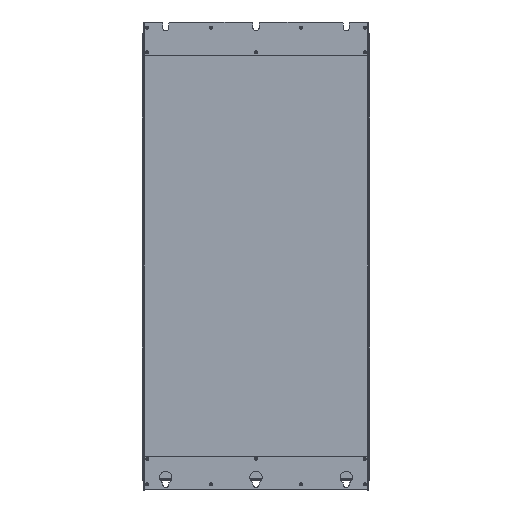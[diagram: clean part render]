
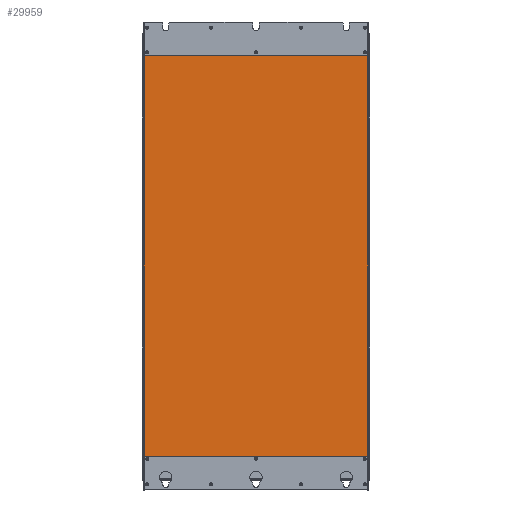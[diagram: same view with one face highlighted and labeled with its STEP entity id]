
A CAD part, top view. The second image highlights one B-rep face of the part: STEP entity #29959.
In plain terms, the highlighted planar face has unit normal (0, 0, 1).
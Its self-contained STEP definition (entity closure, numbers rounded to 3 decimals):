
#9985=CARTESIAN_POINT('',(-196.,-357.,0.));
#9986=DIRECTION('',(0.,0.,-1.));
#9987=DIRECTION('',(-1.,0.,0.));
#9988=AXIS2_PLACEMENT_3D('',#9985,#9986,#9987);
#9990=CARTESIAN_POINT('',(-196.,357.,0.));
#9991=DIRECTION('',(0.,0.,-1.));
#9992=DIRECTION('',(0.,-1.,0.));
#9993=AXIS2_PLACEMENT_3D('',#9990,#9991,#9992);
#9995=DIRECTION('',(-1.,0.,0.));
#9996=VECTOR('',#9995,392.);
#9997=CARTESIAN_POINT('',(196.,355.,0.));
#9998=LINE('',#9997,#9996);
#9999=CARTESIAN_POINT('',(196.,357.,0.));
#10000=DIRECTION('',(0.,0.,-1.));
#10001=DIRECTION('',(1.,0.,0.));
#10002=AXIS2_PLACEMENT_3D('',#9999,#10000,#10001);
#10004=CARTESIAN_POINT('',(196.,-357.,0.));
#10005=DIRECTION('',(0.,0.,-1.));
#10006=DIRECTION('',(0.,1.,0.));
#10007=AXIS2_PLACEMENT_3D('',#10004,#10005,#10006);
#10009=DIRECTION('',(1.,0.,0.));
#10010=VECTOR('',#10009,392.);
#10011=CARTESIAN_POINT('',(-196.,-355.,0.));
#10012=LINE('',#10011,#10010);
#10072=DIRECTION('',(0.,-1.,0.));
#10073=VECTOR('',#10072,714.);
#10074=CARTESIAN_POINT('',(-198.,357.,0.));
#10075=LINE('',#10074,#10073);
#10108=DIRECTION('',(0.,1.,0.));
#10109=VECTOR('',#10108,714.);
#10110=CARTESIAN_POINT('',(198.,-357.,0.));
#10111=LINE('',#10110,#10109);
#17734=CARTESIAN_POINT('',(198.,357.,0.));
#17735=CARTESIAN_POINT('',(196.,355.,0.));
#17736=VERTEX_POINT('',#17734);
#17737=VERTEX_POINT('',#17735);
#17738=CARTESIAN_POINT('',(-196.,355.,0.));
#17739=VERTEX_POINT('',#17738);
#17740=CARTESIAN_POINT('',(-198.,357.,0.));
#17741=VERTEX_POINT('',#17740);
#17784=CARTESIAN_POINT('',(-198.,-357.,0.));
#17785=VERTEX_POINT('',#17784);
#17786=CARTESIAN_POINT('',(-196.,-355.,0.));
#17787=VERTEX_POINT('',#17786);
#17788=CARTESIAN_POINT('',(196.,-355.,0.));
#17789=VERTEX_POINT('',#17788);
#17790=CARTESIAN_POINT('',(198.,-357.,0.));
#17791=VERTEX_POINT('',#17790);
#29937=CARTESIAN_POINT('',(0.,0.,0.));
#29938=DIRECTION('',(0.,0.,1.));
#29939=DIRECTION('',(1.,0.,0.));
#29940=AXIS2_PLACEMENT_3D('',#29937,#29938,#29939);
#29941=PLANE('',#29940);
#29943=ORIENTED_EDGE('',*,*,#29942,.F.);
#29945=ORIENTED_EDGE('',*,*,#29944,.F.);
#29947=ORIENTED_EDGE('',*,*,#29946,.F.);
#29949=ORIENTED_EDGE('',*,*,#29948,.F.);
#29950=ORIENTED_EDGE('',*,*,#29886,.F.);
#29952=ORIENTED_EDGE('',*,*,#29951,.F.);
#29954=ORIENTED_EDGE('',*,*,#29953,.F.);
#29956=ORIENTED_EDGE('',*,*,#29955,.F.);
#29957=EDGE_LOOP('',(#29943,#29945,#29947,#29949,#29950,#29952,#29954,#29956));
#29958=FACE_OUTER_BOUND('',#29957,.F.);
#9989=CIRCLE('',#9988,2.);
#9994=CIRCLE('',#9993,2.);
#10003=CIRCLE('',#10002,2.);
#10008=CIRCLE('',#10007,2.);
#29886=EDGE_CURVE('',#17736,#17737,#10003,.T.);
#29942=EDGE_CURVE('',#17785,#17787,#9989,.T.);
#29944=EDGE_CURVE('',#17741,#17785,#10075,.T.);
#29946=EDGE_CURVE('',#17739,#17741,#9994,.T.);
#29948=EDGE_CURVE('',#17737,#17739,#9998,.T.);
#29951=EDGE_CURVE('',#17791,#17736,#10111,.T.);
#29953=EDGE_CURVE('',#17789,#17791,#10008,.T.);
#29955=EDGE_CURVE('',#17787,#17789,#10012,.T.);
#29959=ADVANCED_FACE('',(#29958),#29941,.T.);
